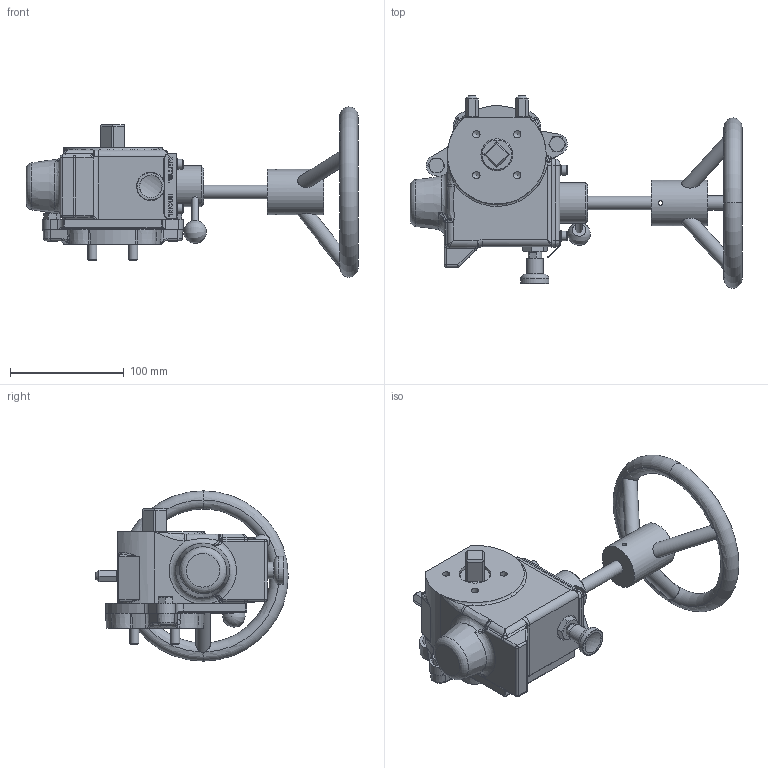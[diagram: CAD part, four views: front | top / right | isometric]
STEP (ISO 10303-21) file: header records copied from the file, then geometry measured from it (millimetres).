
FILE_DESCRIPTION( ( 'Unknown' ), '1' );
FILE_NAME( 'D000000245.stp', 'Unknown', ( 'Unknown' ), ( 'Unknown' ), 'PSStep 17.0.49', 'Unknown', ' ' );
FILE_SCHEMA( ( 'AUTOMOTIVE_DESIGN { 1 0 10303 214 1 1 1 1 }' ) );
Length unit declared in the file: millimetre
Products named in the file (40): 9530100-C; 9530100-B; 9530100-A
Bounding box: 292.5 x 169.5 x 150 mm (x, y, z)
Surface area: 161937.3 mm2 (no closed solid volume)
Topology: 0 solids, 628 shells, 628 faces, 3108 edges, 2988 vertices
Faces by surface type: plane 273, cylinder 145, bspline 92, cone 64, revolution 42, extrusion 12
Full cylindrical faces by diameter (mm): 4 x6, 5 x1, 6 x1, 6.411 x4, 7.938 x4, 8 x2, 8.5 x8, 9.78 x2, 10 x6, 11.9 x4, 12 x4, 12.846 x3, 14.5 x1, 24 x1, 25 x1, 28 x1, 32 x1, 36 x2, 40 x1
Entity records: 45935 total; most frequent: CARTESIAN_POINT 19027, DIRECTION 4131, VERTEX_POINT 2938, ORIENTED_EDGE 2927, EDGE_CURVE 2927, AXIS2_PLACEMENT_3D 1378, VECTOR 1333, LINE 1321
